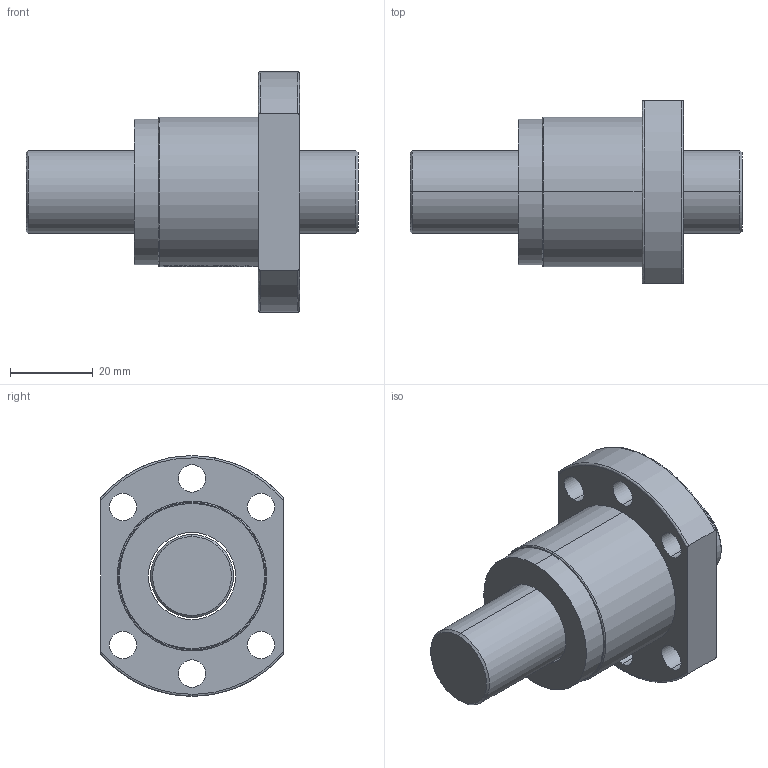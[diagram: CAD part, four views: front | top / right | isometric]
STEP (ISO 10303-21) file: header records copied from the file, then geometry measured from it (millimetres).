
FILE_DESCRIPTION (( 'STEP AP203' ), '1' );
FILE_NAME ('SFS02005.STEP', '2019-04-04T06:44:25', ( '' ), ( '' ), 'SwSTEP 2.0', 'SolidWorks 2015', '' );
FILE_SCHEMA (( 'CONFIG_CONTROL_DESIGN' ));
Length unit declared in the file: millimetre
Products named in the file (1): SFS02005
Bounding box: 80 x 44 x 58 mm (x, y, z)
Volume: 61631 mm3; surface area: 21939.1 mm2
Topology: 4 solids, 4 shells, 689 faces, 1939 edges, 1290 vertices
Faces by surface type: plane 607, cylinder 49, bspline 29, cone 4
Entity records: 23790 total; most frequent: CARTESIAN_POINT 7457, ORIENTED_EDGE 3878, DIRECTION 2795, EDGE_CURVE 1939, VERTEX_POINT 1290, LINE 1289, VECTOR 1289, AXIS2_PLACEMENT_3D 753
